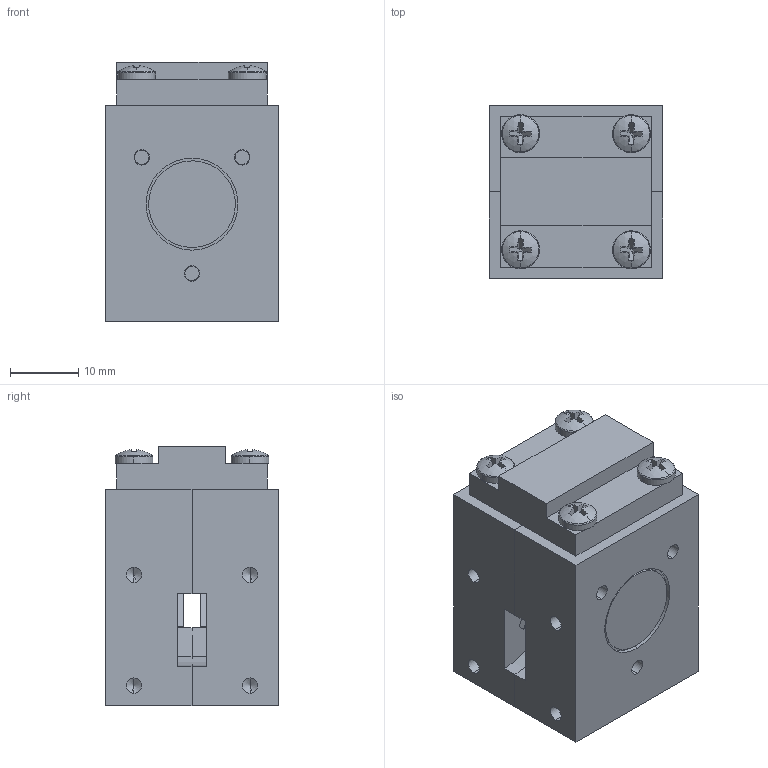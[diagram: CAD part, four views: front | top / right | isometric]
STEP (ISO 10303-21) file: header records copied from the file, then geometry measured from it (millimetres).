
FILE_DESCRIPTION (( 'STEP AP214' ), '1' );
FILE_NAME ('42IJF.STEP', '2023-02-23T22:38:31', ( '' ), ( '' ), 'SwSTEP 2.0', 'SolidWorks 2022', '' );
FILE_SCHEMA (( 'AUTOMOTIVE_DESIGN' ));
Length unit declared in the file: inch
Products named in the file (9): 042018; 500905-XX_500905-4; 042541_042541-1; dowel pin_ai_DPM 0.0625x0.25; socket head cap screw_ai_HX-SHCS 0.112-40x0.625x0.625-S; pan cross head_ai_CR-PHMS 0.112-40x0.25x0.25-C; 42IJF; 042541_042541-2; 500501-XX_500501-5
Assembly tree (16 placements, depth 2):
  42IJF
    042541_042541-2
    042541_042541-1
    socket head cap screw_ai_HX-SHCS 0.112-40x0.625x0.625-S  x3
    dowel pin_ai_DPM 0.0625x0.25  x2
    500905-XX_500905-4  x2
    500501-XX_500501-5  x2
    042018
    pan cross head_ai_CR-PHMS 0.112-40x0.25x0.25-C  x4
Bounding box: 25.4 x 25.4 x 38.1 mm (x, y, z)
Volume: 20153.4 mm3; surface area: 12106.9 mm2
Topology: 16 solids, 16 shells, 813 faces, 2036 edges, 1255 vertices
Faces by surface type: cone 338, cylinder 262, plane 187, torus 18, sphere 8
Entity records: 12478 total; most frequent: DIRECTION 2248, CARTESIAN_POINT 1970, ORIENTED_EDGE 1908, EDGE_CURVE 954, AXIS2_PLACEMENT_3D 885, VERTEX_POINT 607, LINE 478, VECTOR 478
